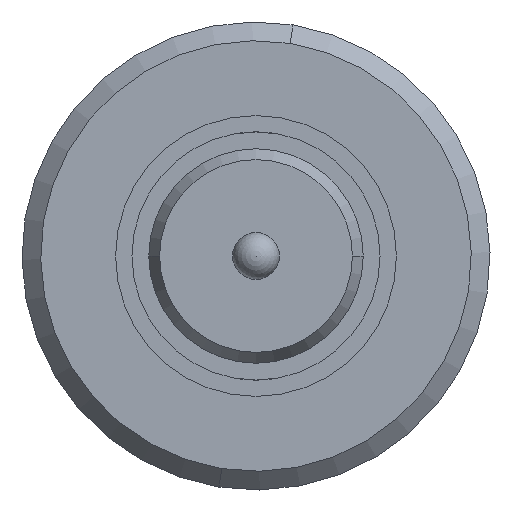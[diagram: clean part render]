
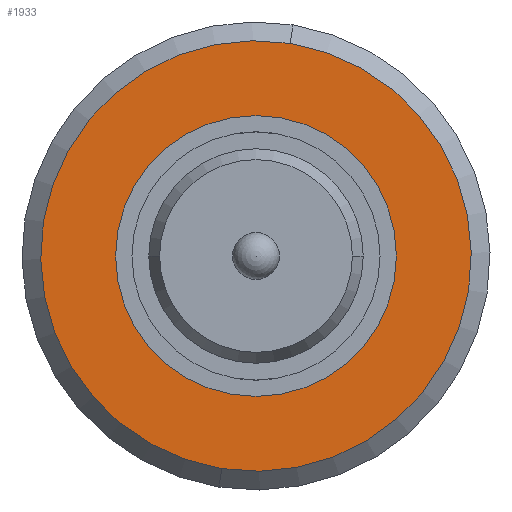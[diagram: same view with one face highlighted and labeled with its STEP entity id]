
A CAD part, front view. The second image highlights one B-rep face of the part: STEP entity #1933.
In plain terms, the highlighted planar face has unit normal (0, -1, 0).
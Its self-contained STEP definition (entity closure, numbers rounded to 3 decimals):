
#344 = ORIENTED_EDGE ( 'NONE', *, *, #2181, .T. ) ;
#431 = CARTESIAN_POINT ( 'NONE',  ( 0., 5.2, -0.9 ) ) ;
#435 = FACE_BOUND ( 'NONE', #3810, .T. ) ;
#468 = DIRECTION ( 'NONE',  ( 0., 1., 0. ) ) ;
#690 = VERTEX_POINT ( 'NONE', #4651 ) ;
#729 = EDGE_CURVE ( 'Defeature ausgef�hrt1_20+Defeature ausgef�hrt1_21+Defeature ausgef�hrt1_21+Defeature ausgef�hrt1_21', #2820, #690, #1232, .T. ) ;
#908 = AXIS2_PLACEMENT_3D ( 'NONE', #3442, #1574, #4170 ) ;
#1232 = CIRCLE ( 'NONE', #2093, 2.3 ) ;
#1404 = CARTESIAN_POINT ( 'NONE',  ( 0., 5.2, 0. ) ) ;
#1419 = DIRECTION ( 'NONE',  ( 0., -1., 0. ) ) ;
#1463 = CARTESIAN_POINT ( 'NONE',  ( 0., 5.2, 0.9 ) ) ;
#1574 = DIRECTION ( 'NONE',  ( 0., 1., 0. ) ) ;
#1613 = CIRCLE ( 'NONE', #908, 0.9 ) ;
#1755 = DIRECTION ( 'NONE',  ( 0.158, 0., 0.987 ) ) ;
#1933 = ADVANCED_FACE ( 'Defeature ausgef�hrt1_20', ( #435, #2959 ), #2661, .F. ) ;
#1936 = CARTESIAN_POINT ( 'NONE',  ( -0.364, 5.2, -2.271 ) ) ;
#2093 = AXIS2_PLACEMENT_3D ( 'NONE', #1404, #1419, #1755 ) ;
#2102 = ORIENTED_EDGE ( 'NONE', *, *, #3677, .T. ) ;
#2181 = EDGE_CURVE ( 'Defeature ausgef�hrt1_20+Defeature ausgef�hrt1_21+Defeature ausgef�hrt1_21+Defeature ausgef�hrt1_21', #690, #2820, #2445, .T. ) ;
#2225 = ORIENTED_EDGE ( 'NONE', *, *, #729, .T. ) ;
#2327 = DIRECTION ( 'NONE',  ( 0., 0., -1. ) ) ;
#2393 = AXIS2_PLACEMENT_3D ( 'NONE', #2711, #468, #2327 ) ;
#2445 = CIRCLE ( 'NONE', #3898, 2.3 ) ;
#2478 = EDGE_LOOP ( 'NONE', ( #2225, #344 ) ) ;
#2587 = ORIENTED_EDGE ( 'NONE', *, *, #4114, .T. ) ;
#2627 = DIRECTION ( 'NONE',  ( 0., 1., 0. ) ) ;
#2661 = PLANE ( 'NONE',  #4714 ) ;
#2711 = CARTESIAN_POINT ( 'NONE',  ( 0., 5.2, 0. ) ) ;
#2820 = VERTEX_POINT ( 'NONE', #1936 ) ;
#2878 = CARTESIAN_POINT ( 'NONE',  ( 0., 5.2, 0. ) ) ;
#2930 = DIRECTION ( 'NONE',  ( 0.158, 0., 0.987 ) ) ;
#2959 = FACE_OUTER_BOUND ( 'NONE', #2478, .T. ) ;
#3068 = CARTESIAN_POINT ( 'NONE',  ( 0., 5.2, 0. ) ) ;
#3440 = CIRCLE ( 'NONE', #2393, 0.9 ) ;
#3442 = CARTESIAN_POINT ( 'NONE',  ( 0., 5.2, 0. ) ) ;
#3447 = DIRECTION ( 'NONE',  ( -0.158, 0., -0.987 ) ) ;
#3516 = VERTEX_POINT ( 'NONE', #1463 ) ;
#3677 = EDGE_CURVE ( 'Defeature ausgef�hrt1_20+Defeature ausgef�hrt1_19+Defeature ausgef�hrt1_19+Defeature ausgef�hrt1_19', #4143, #3516, #1613, .T. ) ;
#3810 = EDGE_LOOP ( 'NONE', ( #2102, #2587 ) ) ;
#3898 = AXIS2_PLACEMENT_3D ( 'NONE', #2878, #4751, #2930 ) ;
#4114 = EDGE_CURVE ( 'Defeature ausgef�hrt1_20+Defeature ausgef�hrt1_19+Defeature ausgef�hrt1_19+Defeature ausgef�hrt1_19', #3516, #4143, #3440, .T. ) ;
#4143 = VERTEX_POINT ( 'NONE', #431 ) ;
#4170 = DIRECTION ( 'NONE',  ( 0., 0., -1. ) ) ;
#4651 = CARTESIAN_POINT ( 'NONE',  ( 0.364, 5.2, 2.271 ) ) ;
#4714 = AXIS2_PLACEMENT_3D ( 'NONE', #3068, #2627, #3447 ) ;
#4751 = DIRECTION ( 'NONE',  ( 0., -1., 0. ) ) ;
